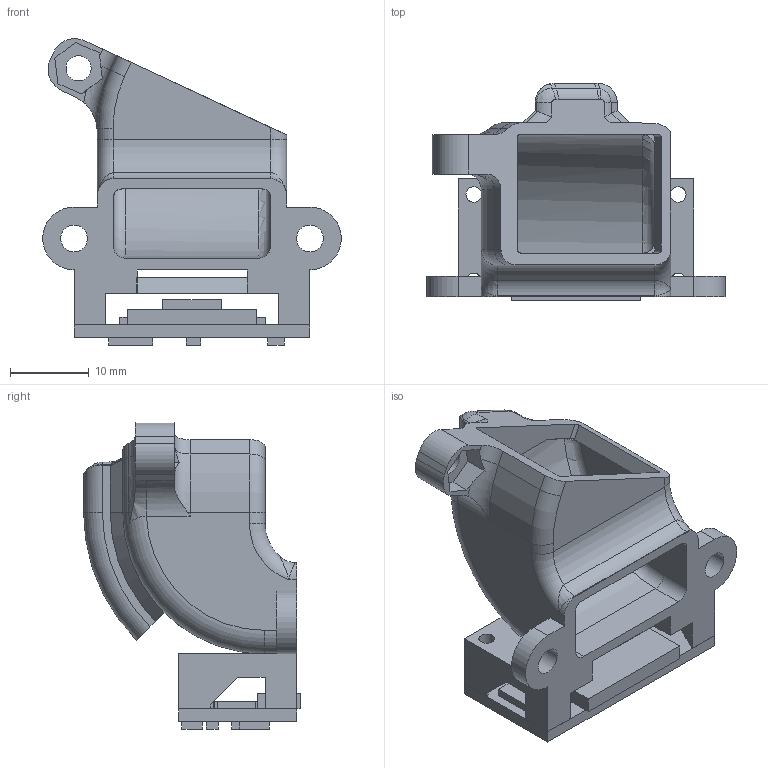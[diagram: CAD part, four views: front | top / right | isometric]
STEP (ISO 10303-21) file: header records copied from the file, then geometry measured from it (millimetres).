
FILE_DESCRIPTION(/* description */ (''),/* implementation_level */ '2;1');
FILE_NAME(/* name */ 'Upper duct.step',/* time_stamp */ '2023-03-20T16:46:34+01:00',/* author */ (''),/* organization */ (''),/* preprocessor_version */ 'ST-DEVELOPER v19.2',/* originating_system */ 'Autodesk Translation Framework v11.17.0.187',/* authorisation */ '');
FILE_SCHEMA (('AUTOMOTIVE_DESIGN { 1 0 10303 214 3 1 1 }'));
Length unit declared in the file: millimetre
Products named in the file (2): Assembled Copy_Trihorn Fan Duct + BLtouch mount_Upper duct v1; 3NC_pcb
Assembly tree (1 placements, depth 2):
  Assembled Copy_Trihorn Fan Duct + BLtouch mount_Upper duct v1
    3NC_pcb
Bounding box: 38 x 27.6 x 39.02 mm (x, y, z)
Volume: 6032.1 mm3; surface area: 7506 mm2
Topology: 2 solids, 2 shells, 265 faces, 703 edges, 440 vertices
Faces by surface type: plane 155, cylinder 55, bspline 37, torus 16, cone 2
Full cylindrical faces by diameter (mm): 2 x8, 3.2 x1, 3.4 x2
Entity records: 9836 total; most frequent: CARTESIAN_POINT 3219, ORIENTED_EDGE 1394, DIRECTION 1254, EDGE_CURVE 697, LINE 458, VECTOR 458, VERTEX_POINT 440, AXIS2_PLACEMENT_3D 398
